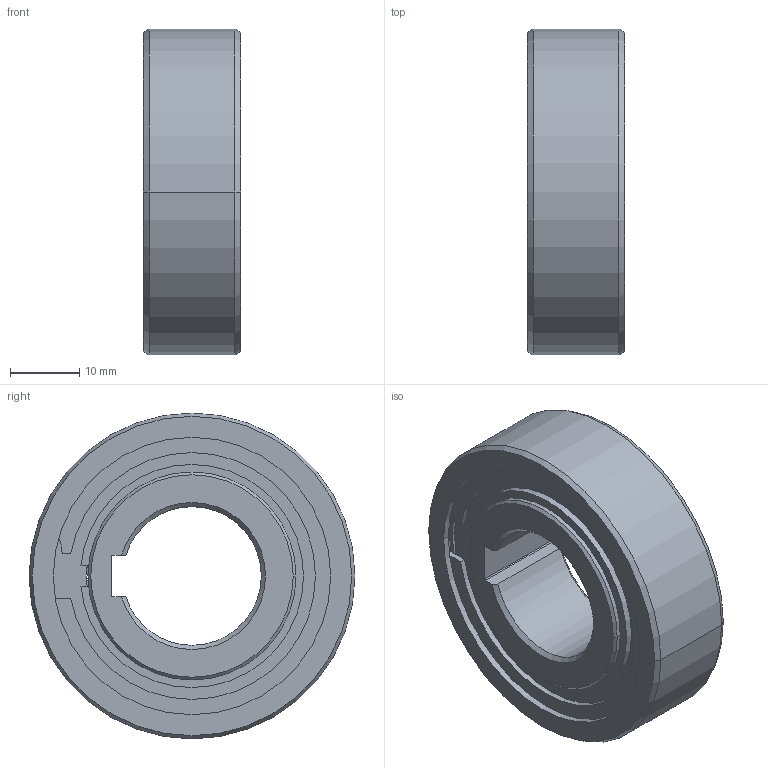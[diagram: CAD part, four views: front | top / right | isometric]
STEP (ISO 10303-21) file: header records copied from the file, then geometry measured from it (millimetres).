
FILE_DESCRIPTION((''),'2;1');
FILE_NAME('FREILAUF_AS20_ASM','2025-05-06T10:52:10',('Administrator'),(''),'CREO PARAMETRIC BY PTC INC, 2020184','CREO PARAMETRIC BY PTC INC, 2020184','');
FILE_SCHEMA(('AUTOMOTIVE_DESIGN { 1 0 10303 214 1 1 1 1 }'));
Length unit declared in the file: millimetre
Products named in the file (11): STERN_AS20_NICO_1; DRUCKBOLZEN_AS8_1; DRUCKFEDER_AS8_5_1; ANFED_KPL_AS8_6_AS8_5_ASM_1_ASM; ROLLE_5X8_1; A-RING_AS20_NICO_1; ESB_40_NICO_1; SCHEIBE_AS20_NICO_1; SPRENGRING_SW30_NICO_1; FREILAUF_AS20_NICO_ASM_1_ASM; FREILAUF_AS20_ASM
Assembly tree (19 placements, depth 4):
  FREILAUF_AS20_ASM
    FREILAUF_AS20_NICO_ASM_1_ASM
      STERN_AS20_NICO_1
      ANFED_KPL_AS8_6_AS8_5_ASM_1_ASM  x4
        DRUCKBOLZEN_AS8_1
        DRUCKFEDER_AS8_5_1
      ROLLE_5X8_1  x4
      A-RING_AS20_NICO_1
      ESB_40_NICO_1  x2
      SCHEIBE_AS20_NICO_1  x2
      SPRENGRING_SW30_NICO_1  x2
Bounding box: 14 x 47 x 47 mm (x, y, z)
Volume: 15368.1 mm3; surface area: 15014.2 mm2
Topology: 20 solids, 20 shells, 242 faces, 584 edges, 386 vertices
Faces by surface type: plane 87, cylinder 81, cone 42, bspline 24, torus 8
Entity records: 6894 total; most frequent: CARTESIAN_POINT 2381, DIRECTION 911, ORIENTED_EDGE 742, AXIS2_PLACEMENT_3D 390, EDGE_CURVE 371, VERTEX_POINT 248, CIRCLE 190, EDGE_LOOP 163
